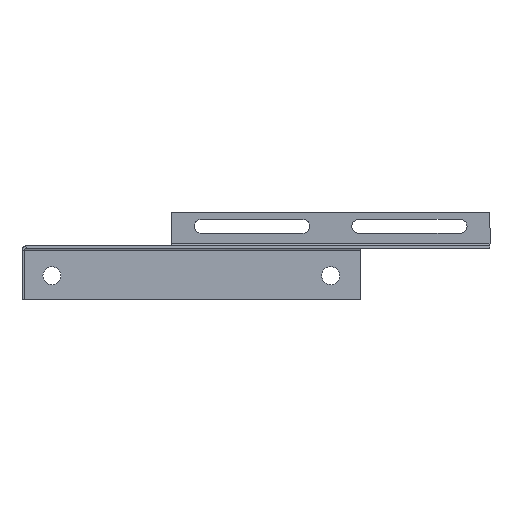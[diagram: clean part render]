
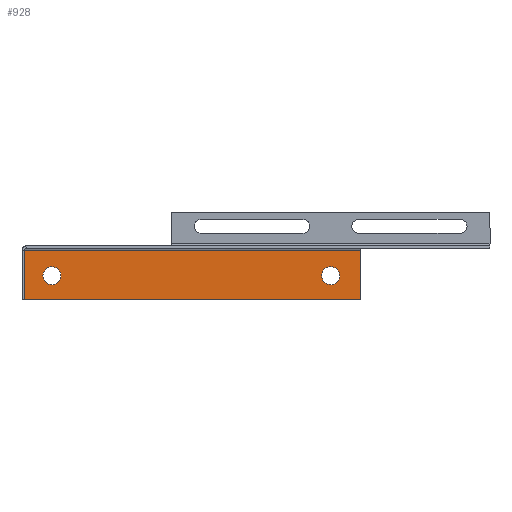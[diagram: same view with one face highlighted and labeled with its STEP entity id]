
A CAD part, front view. The second image highlights one B-rep face of the part: STEP entity #928.
In plain terms, the highlighted planar face has unit normal (0, -1, 0).
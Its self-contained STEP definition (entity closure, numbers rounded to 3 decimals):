
#18 = FACE_BOUND ( 'NONE', #1475, .T. ) ;
#21 = EDGE_CURVE ( 'NONE', #2671, #2430, #974, .T. ) ;
#44 = FACE_BOUND ( 'NONE', #633, .T. ) ;
#75 = CARTESIAN_POINT ( 'NONE',  ( -148.896, 123.75, -2.25 ) ) ;
#201 = DIRECTION ( 'NONE',  ( 0., 1., 0. ) ) ;
#274 = VERTEX_POINT ( 'NONE', #3375 ) ;
#291 = DIRECTION ( 'NONE',  ( 0., 0., 1. ) ) ;
#296 = ORIENTED_EDGE ( 'NONE', *, *, #1865, .T. ) ;
#302 = ORIENTED_EDGE ( 'NONE', *, *, #384, .T. ) ;
#368 = CARTESIAN_POINT ( 'NONE',  ( 105., 123.75, -27. ) ) ;
#384 = EDGE_CURVE ( 'NONE', #3385, #2430, #1045, .T. ) ;
#416 = LINE ( 'NONE', #368, #2881 ) ;
#481 = EDGE_CURVE ( 'NONE', #3385, #968, #1517, .T. ) ;
#595 = CARTESIAN_POINT ( 'NONE',  ( 90., 123.75, -15. ) ) ;
#633 = EDGE_LOOP ( 'NONE', ( #296, #1915 ) ) ;
#779 = DIRECTION ( 'NONE',  ( 0., 1., 0. ) ) ;
#797 = ORIENTED_EDGE ( 'NONE', *, *, #21, .F. ) ;
#830 = VECTOR ( 'NONE', #4171, 1000. ) ;
#888 = CIRCLE ( 'NONE', #2989, 4.5 ) ;
#928 = ADVANCED_FACE ( 'NONE', ( #3392, #18, #44 ), #1425, .F. ) ;
#941 = VERTEX_POINT ( 'NONE', #3051 ) ;
#968 = VERTEX_POINT ( 'NONE', #2097 ) ;
#974 = LINE ( 'NONE', #3676, #2236 ) ;
#1045 = LINE ( 'NONE', #75, #1245 ) ;
#1061 = CARTESIAN_POINT ( 'NONE',  ( 0., 123.75, 0. ) ) ;
#1088 = DIRECTION ( 'NONE',  ( -1., 0., 0. ) ) ;
#1135 = CARTESIAN_POINT ( 'NONE',  ( -50., 123.75, -15. ) ) ;
#1245 = VECTOR ( 'NONE', #1088, 1000. ) ;
#1388 = CARTESIAN_POINT ( 'NONE',  ( 90., 123.75, -19.5 ) ) ;
#1425 = PLANE ( 'NONE',  #2117 ) ;
#1475 = EDGE_LOOP ( 'NONE', ( #4053, #1645 ) ) ;
#1517 = LINE ( 'NONE', #4132, #830 ) ;
#1645 = ORIENTED_EDGE ( 'NONE', *, *, #2941, .T. ) ;
#1669 = AXIS2_PLACEMENT_3D ( 'NONE', #595, #3292, #291 ) ;
#1703 = AXIS2_PLACEMENT_3D ( 'NONE', #3384, #2413, #3347 ) ;
#1826 = CARTESIAN_POINT ( 'NONE',  ( -65., 123.75, -2.25 ) ) ;
#1865 = EDGE_CURVE ( 'NONE', #274, #941, #888, .T. ) ;
#1915 = ORIENTED_EDGE ( 'NONE', *, *, #4244, .T. ) ;
#1925 = CARTESIAN_POINT ( 'NONE',  ( -50., 123.75, -15. ) ) ;
#1999 = DIRECTION ( 'NONE',  ( 0., 0., 1. ) ) ;
#2015 = CIRCLE ( 'NONE', #1669, 4.5 ) ;
#2097 = CARTESIAN_POINT ( 'NONE',  ( 105., 123.75, -27. ) ) ;
#2117 = AXIS2_PLACEMENT_3D ( 'NONE', #1061, #779, #3413 ) ;
#2132 = DIRECTION ( 'NONE',  ( 0., 1., 0. ) ) ;
#2236 = VECTOR ( 'NONE', #1999, 1000. ) ;
#2413 = DIRECTION ( 'NONE',  ( 0., 1., 0. ) ) ;
#2430 = VERTEX_POINT ( 'NONE', #1826 ) ;
#2488 = CARTESIAN_POINT ( 'NONE',  ( 105., 123.75, -2.25 ) ) ;
#2506 = CIRCLE ( 'NONE', #4328, 4.5 ) ;
#2548 = EDGE_CURVE ( 'NONE', #968, #2671, #416, .T. ) ;
#2620 = VERTEX_POINT ( 'NONE', #4278 ) ;
#2671 = VERTEX_POINT ( 'NONE', #2738 ) ;
#2738 = CARTESIAN_POINT ( 'NONE',  ( -65., 123.75, -27. ) ) ;
#2764 = EDGE_CURVE ( 'NONE', #2620, #3917, #3429, .T. ) ;
#2881 = VECTOR ( 'NONE', #3389, 1000. ) ;
#2941 = EDGE_CURVE ( 'NONE', #3917, #2620, #2015, .T. ) ;
#2989 = AXIS2_PLACEMENT_3D ( 'NONE', #1135, #2132, #3435 ) ;
#3051 = CARTESIAN_POINT ( 'NONE',  ( -50., 123.75, -19.5 ) ) ;
#3089 = ORIENTED_EDGE ( 'NONE', *, *, #481, .F. ) ;
#3292 = DIRECTION ( 'NONE',  ( 0., 1., 0. ) ) ;
#3347 = DIRECTION ( 'NONE',  ( 0., 0., 1. ) ) ;
#3375 = CARTESIAN_POINT ( 'NONE',  ( -50., 123.75, -10.5 ) ) ;
#3384 = CARTESIAN_POINT ( 'NONE',  ( 90., 123.75, -15. ) ) ;
#3385 = VERTEX_POINT ( 'NONE', #2488 ) ;
#3389 = DIRECTION ( 'NONE',  ( -1., 0., 0. ) ) ;
#3392 = FACE_OUTER_BOUND ( 'NONE', #4220, .T. ) ;
#3413 = DIRECTION ( 'NONE',  ( 0., 0., 1. ) ) ;
#3429 = CIRCLE ( 'NONE', #1703, 4.5 ) ;
#3435 = DIRECTION ( 'NONE',  ( 0., 0., 1. ) ) ;
#3676 = CARTESIAN_POINT ( 'NONE',  ( -65., 123.75, -27. ) ) ;
#3917 = VERTEX_POINT ( 'NONE', #1388 ) ;
#3929 = ORIENTED_EDGE ( 'NONE', *, *, #2548, .F. ) ;
#4053 = ORIENTED_EDGE ( 'NONE', *, *, #2764, .T. ) ;
#4132 = CARTESIAN_POINT ( 'NONE',  ( 105., 123.75, -1.25 ) ) ;
#4171 = DIRECTION ( 'NONE',  ( 0., 0., -1. ) ) ;
#4200 = DIRECTION ( 'NONE',  ( 0., 0., 1. ) ) ;
#4220 = EDGE_LOOP ( 'NONE', ( #797, #3929, #3089, #302 ) ) ;
#4244 = EDGE_CURVE ( 'NONE', #941, #274, #2506, .T. ) ;
#4278 = CARTESIAN_POINT ( 'NONE',  ( 90., 123.75, -10.5 ) ) ;
#4328 = AXIS2_PLACEMENT_3D ( 'NONE', #1925, #201, #4200 ) ;
